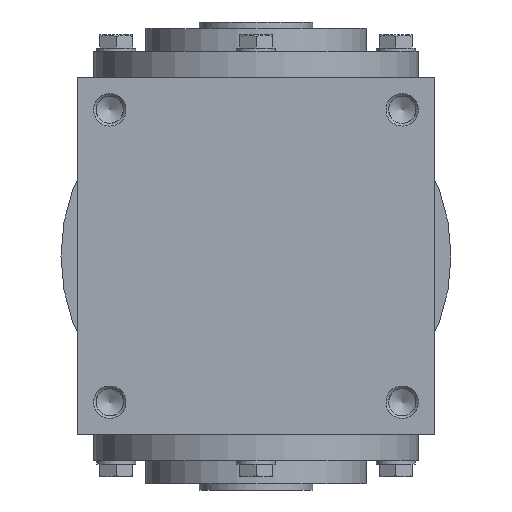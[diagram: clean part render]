
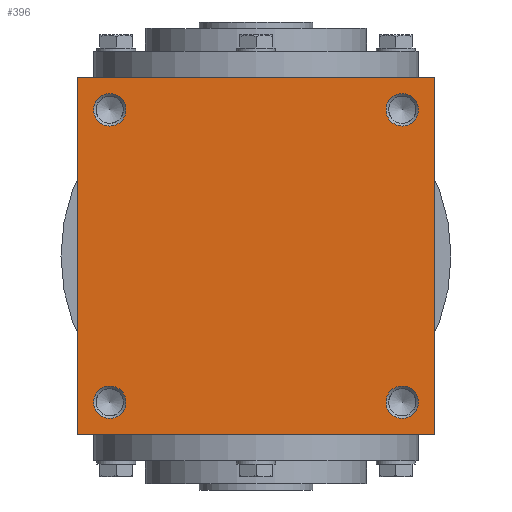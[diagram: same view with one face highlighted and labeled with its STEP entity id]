
A CAD part, left-side view. The second image highlights one B-rep face of the part: STEP entity #396.
In plain terms, the highlighted face is planar.
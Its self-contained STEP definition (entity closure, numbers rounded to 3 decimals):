
#396 = ADVANCED_FACE( '', ( #844, #845, #846, #847, #848 ), #849, .F. );
#844 = FACE_BOUND( '', #1532, .T. );
#845 = FACE_BOUND( '', #1533, .T. );
#846 = FACE_BOUND( '', #1534, .T. );
#847 = FACE_BOUND( '', #1535, .T. );
#848 = FACE_OUTER_BOUND( '', #1536, .T. );
#849 = PLANE( '', #1537 );
#1532 = EDGE_LOOP( '', ( #2260 ) );
#1533 = EDGE_LOOP( '', ( #2261 ) );
#1534 = EDGE_LOOP( '', ( #2262 ) );
#1535 = EDGE_LOOP( '', ( #2263 ) );
#1536 = EDGE_LOOP( '', ( #2264, #2265, #2266, #2267 ) );
#1537 = AXIS2_PLACEMENT_3D( '', #2268, #2269, #2270 );
#2260 = ORIENTED_EDGE( '', *, *, #3543, .F. );
#2261 = ORIENTED_EDGE( '', *, *, #3544, .T. );
#2262 = ORIENTED_EDGE( '', *, *, #3545, .F. );
#2263 = ORIENTED_EDGE( '', *, *, #3546, .T. );
#2264 = ORIENTED_EDGE( '', *, *, #3547, .F. );
#2265 = ORIENTED_EDGE( '', *, *, #3548, .F. );
#2266 = ORIENTED_EDGE( '', *, *, #3549, .F. );
#2267 = ORIENTED_EDGE( '', *, *, #3550, .F. );
#2268 = CARTESIAN_POINT( '', ( 0., 0., -55. ) );
#2269 = DIRECTION( '', ( 0., 0., 1. ) );
#2270 = DIRECTION( '', ( 1., 0., 0. ) );
#3543 = EDGE_CURVE( '', #4088, #4088, #4089, .T. );
#3544 = EDGE_CURVE( '', #4090, #4090, #4091, .T. );
#3545 = EDGE_CURVE( '', #4092, #4092, #4093, .T. );
#3546 = EDGE_CURVE( '', #4094, #4094, #4095, .T. );
#3547 = EDGE_CURVE( '', #4096, #4097, #4098, .T. );
#3548 = EDGE_CURVE( '', #4099, #4096, #4100, .T. );
#3549 = EDGE_CURVE( '', #4101, #4099, #4102, .T. );
#3550 = EDGE_CURVE( '', #4097, #4101, #4103, .T. );
#4088 = VERTEX_POINT( '', #4816 );
#4089 = CIRCLE( '', #4817, 5. );
#4090 = VERTEX_POINT( '', #4818 );
#4091 = CIRCLE( '', #4819, 5. );
#4092 = VERTEX_POINT( '', #4820 );
#4093 = CIRCLE( '', #4821, 5. );
#4094 = VERTEX_POINT( '', #4822 );
#4095 = CIRCLE( '', #4823, 5. );
#4096 = VERTEX_POINT( '', #4824 );
#4097 = VERTEX_POINT( '', #4825 );
#4098 = LINE( '', #4826, #4827 );
#4099 = VERTEX_POINT( '', #4828 );
#4100 = LINE( '', #4829, #4830 );
#4101 = VERTEX_POINT( '', #4831 );
#4102 = LINE( '', #4832, #4833 );
#4103 = LINE( '', #4834, #4835 );
#4816 = CARTESIAN_POINT( '', ( -50., 45., -55. ) );
#4817 = AXIS2_PLACEMENT_3D( '', #5709, #5710, #5711 );
#4818 = CARTESIAN_POINT( '', ( 50., 45., -55. ) );
#4819 = AXIS2_PLACEMENT_3D( '', #5712, #5713, #5714 );
#4820 = CARTESIAN_POINT( '', ( -50., -45., -55. ) );
#4821 = AXIS2_PLACEMENT_3D( '', #5715, #5716, #5717 );
#4822 = CARTESIAN_POINT( '', ( 50., -45., -55. ) );
#4823 = AXIS2_PLACEMENT_3D( '', #5718, #5719, #5720 );
#4824 = CARTESIAN_POINT( '', ( -55., 55., -55. ) );
#4825 = CARTESIAN_POINT( '', ( -55., -55., -55. ) );
#4826 = CARTESIAN_POINT( '', ( -55., 55., -55. ) );
#4827 = VECTOR( '', #5721, 1000. );
#4828 = CARTESIAN_POINT( '', ( 55., 55., -55. ) );
#4829 = CARTESIAN_POINT( '', ( 55., 55., -55. ) );
#4830 = VECTOR( '', #5722, 1000. );
#4831 = CARTESIAN_POINT( '', ( 55., -55., -55. ) );
#4832 = CARTESIAN_POINT( '', ( 55., -55., -55. ) );
#4833 = VECTOR( '', #5723, 1000. );
#4834 = CARTESIAN_POINT( '', ( -55., -55., -55. ) );
#4835 = VECTOR( '', #5724, 1000. );
#5709 = CARTESIAN_POINT( '', ( -45., 45., -55. ) );
#5710 = DIRECTION( '', ( 0., 0., -1. ) );
#5711 = DIRECTION( '', ( -1., 0., 0. ) );
#5712 = CARTESIAN_POINT( '', ( 45., 45., -55. ) );
#5713 = DIRECTION( '', ( 0., 0., 1. ) );
#5714 = DIRECTION( '', ( 1., 0., 0. ) );
#5715 = CARTESIAN_POINT( '', ( -45., -45., -55. ) );
#5716 = DIRECTION( '', ( 0., 0., -1. ) );
#5717 = DIRECTION( '', ( -1., 0., 0. ) );
#5718 = CARTESIAN_POINT( '', ( 45., -45., -55. ) );
#5719 = DIRECTION( '', ( 0., 0., 1. ) );
#5720 = DIRECTION( '', ( 1., 0., 0. ) );
#5721 = DIRECTION( '', ( 0., -1., 0. ) );
#5722 = DIRECTION( '', ( -1., 0., 0. ) );
#5723 = DIRECTION( '', ( 0., 1., 0. ) );
#5724 = DIRECTION( '', ( 1., 0., 0. ) );
